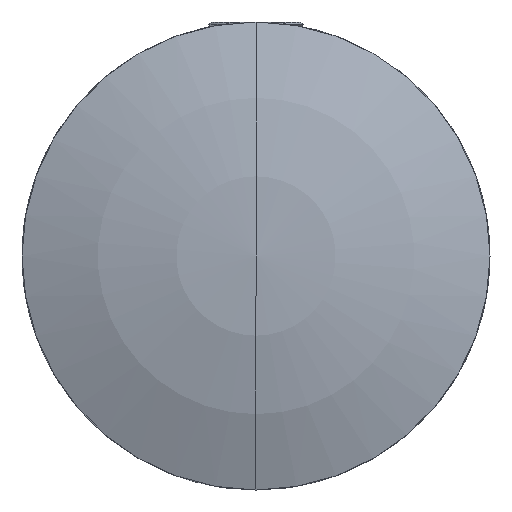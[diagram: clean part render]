
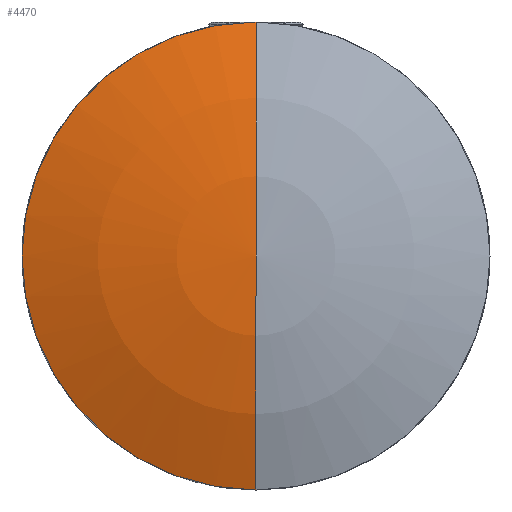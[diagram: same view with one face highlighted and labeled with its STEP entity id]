
A CAD part, left-side view. The second image highlights one B-rep face of the part: STEP entity #4470.
In plain terms, the highlighted toroidal (fillet/blend) face has major radius 0.592 mm and minor radius 28 mm.
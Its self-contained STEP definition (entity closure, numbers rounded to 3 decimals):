
#174 = CARTESIAN_POINT ( 'NONE',  ( 0., -1.994, 0. ) ) ;
#331 = ORIENTED_EDGE ( 'NONE', *, *, #6668, .F. ) ;
#335 = CARTESIAN_POINT ( 'NONE',  ( 0., 24., 0. ) ) ;
#754 = FACE_OUTER_BOUND ( 'NONE', #7120, .T. ) ;
#826 = DIRECTION ( 'NONE',  ( 0., 0., -1. ) ) ;
#843 = CIRCLE ( 'NONE', #5685, 28. ) ;
#1060 = EDGE_CURVE ( 'NONE', #6419, #1063, #1163, .T. ) ;
#1063 = VERTEX_POINT ( 'NONE', #3357 ) ;
#1163 = CIRCLE ( 'NONE', #3031, 11. ) ;
#1355 = DIRECTION ( 'NONE',  ( -1., 0., 0. ) ) ;
#1638 = AXIS2_PLACEMENT_3D ( 'NONE', #5033, #6162, #6274 ) ;
#2700 = DIRECTION ( 'NONE',  ( 0., 1., 0. ) ) ;
#2703 = TOROIDAL_SURFACE ( 'NONE', #6174, 0.592, 28. ) ;
#2741 = DIRECTION ( 'NONE',  ( -1., 0., 0. ) ) ;
#3031 = AXIS2_PLACEMENT_3D ( 'NONE', #335, #2700, #2741 ) ;
#3158 = DIRECTION ( 'NONE',  ( 0., 1., 0. ) ) ;
#3357 = CARTESIAN_POINT ( 'NONE',  ( 11., 24., 0. ) ) ;
#3778 = CARTESIAN_POINT ( 'NONE',  ( -0.592, -1.994, 0. ) ) ;
#3827 = ORIENTED_EDGE ( 'NONE', *, *, #1060, .T. ) ;
#4390 = CIRCLE ( 'NONE', #1638, 28. ) ;
#4470 = ADVANCED_FACE ( 'NONE', ( #754 ), #2703, .T. ) ;
#4482 = DIRECTION ( 'NONE',  ( -1., 0., 0. ) ) ;
#4970 = ORIENTED_EDGE ( 'NONE', *, *, #5287, .T. ) ;
#5033 = CARTESIAN_POINT ( 'NONE',  ( 0.592, -1.994, 0. ) ) ;
#5287 = EDGE_CURVE ( 'NONE', #1063, #7585, #4390, .T. ) ;
#5567 = CARTESIAN_POINT ( 'NONE',  ( 0., 26., 0. ) ) ;
#5685 = AXIS2_PLACEMENT_3D ( 'NONE', #3778, #826, #4482 ) ;
#6162 = DIRECTION ( 'NONE',  ( 0., 0., 1. ) ) ;
#6163 = CARTESIAN_POINT ( 'NONE',  ( -11., 24., 0. ) ) ;
#6174 = AXIS2_PLACEMENT_3D ( 'NONE', #174, #3158, #1355 ) ;
#6274 = DIRECTION ( 'NONE',  ( 1., 0., 0. ) ) ;
#6419 = VERTEX_POINT ( 'NONE', #6163 ) ;
#6668 = EDGE_CURVE ( 'NONE', #6419, #7585, #843, .T. ) ;
#7120 = EDGE_LOOP ( 'NONE', ( #3827, #4970, #331 ) ) ;
#7585 = VERTEX_POINT ( 'NONE', #5567 ) ;
